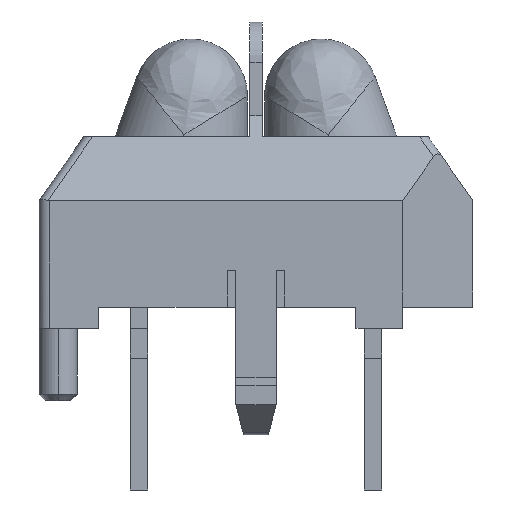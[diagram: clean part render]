
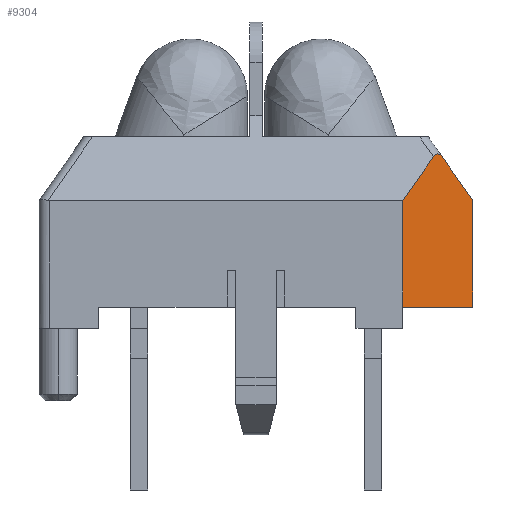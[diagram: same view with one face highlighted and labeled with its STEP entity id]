
A CAD part, front view. The second image highlights one B-rep face of the part: STEP entity #9304.
In plain terms, the highlighted planar face has unit normal (0.707, -0.707, 0).
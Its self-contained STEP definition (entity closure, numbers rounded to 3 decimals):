
#5886 = PLANE('',#5887);
#5887 = AXIS2_PLACEMENT_3D('',#5888,#5889,#5890);
#5888 = CARTESIAN_POINT('',(-3.7,2.9,0.55));
#5889 = DIRECTION('',(0.,0.,1.));
#5890 = DIRECTION('',(0.,-1.,0.));
#6046 = VERTEX_POINT('',#6047);
#6047 = CARTESIAN_POINT('',(5.1,-1.25,0.55));
#6061 = PLANE('',#6062);
#6062 = AXIS2_PLACEMENT_3D('',#6063,#6064,#6065);
#6063 = CARTESIAN_POINT('',(5.1,-1.25,4.55));
#6064 = DIRECTION('',(-1.,0.,0.));
#6065 = DIRECTION('',(0.,-1.,0.));
#6073 = EDGE_CURVE('',#6074,#6046,#6076,.T.);
#6074 = VERTEX_POINT('',#6075);
#6075 = CARTESIAN_POINT('',(3.45,-2.9,0.55));
#6076 = SURFACE_CURVE('',#6077,(#6081,#6088),.PCURVE_S1.);
#6077 = LINE('',#6078,#6079);
#6078 = CARTESIAN_POINT('',(5.1,-1.25,0.55));
#6079 = VECTOR('',#6080,1.);
#6080 = DIRECTION('',(0.707,0.707,0.)
  );
#6081 = PCURVE('',#5886,#6082);
#6082 = DEFINITIONAL_REPRESENTATION('',(#6083),#6087);
#6083 = LINE('',#6084,#6085);
#6084 = CARTESIAN_POINT('',(4.15,8.8));
#6085 = VECTOR('',#6086,1.);
#6086 = DIRECTION('',(-0.707,0.707));
#6087 = ( GEOMETRIC_REPRESENTATION_CONTEXT(2) 
PARAMETRIC_REPRESENTATION_CONTEXT() REPRESENTATION_CONTEXT('2D SPACE',''
  ) );
#6088 = PCURVE('',#6089,#6094);
#6089 = PLANE('',#6090);
#6090 = AXIS2_PLACEMENT_3D('',#6091,#6092,#6093);
#6091 = CARTESIAN_POINT('',(5.1,-1.25,4.55));
#6092 = DIRECTION('',(-0.707,0.707,0.
    ));
#6093 = DIRECTION('',(-0.707,-0.707,0.
    ));
#6094 = DEFINITIONAL_REPRESENTATION('',(#6095),#6099);
#6095 = LINE('',#6096,#6097);
#6096 = CARTESIAN_POINT('',(0.,-4.));
#6097 = VECTOR('',#6098,1.);
#6098 = DIRECTION('',(-1.,0.));
#6099 = ( GEOMETRIC_REPRESENTATION_CONTEXT(2) 
PARAMETRIC_REPRESENTATION_CONTEXT() REPRESENTATION_CONTEXT('2D SPACE',''
  ) );
#6201 = PLANE('',#6202);
#6202 = AXIS2_PLACEMENT_3D('',#6203,#6204,#6205);
#6203 = CARTESIAN_POINT('',(-5.1,-2.9,4.55));
#6204 = DIRECTION('',(0.,1.,0.));
#6205 = DIRECTION('',(-1.,0.,0.));
#7082 = PLANE('',#7083);
#7083 = AXIS2_PLACEMENT_3D('',#7084,#7085,#7086);
#7084 = CARTESIAN_POINT('',(-0.825,-1.85,4.55));
#7085 = DIRECTION('',(0.,0.819,-0.574)
  );
#7086 = DIRECTION('',(1.,0.,0.));
#9081 = VERTEX_POINT('',#9082);
#9082 = CARTESIAN_POINT('',(3.45,-2.9,3.05));
#9284 = EDGE_CURVE('',#9081,#6074,#9285,.T.);
#9285 = SURFACE_CURVE('',#9286,(#9290,#9297),.PCURVE_S1.);
#9286 = LINE('',#9287,#9288);
#9287 = CARTESIAN_POINT('',(3.45,-2.9,4.55));
#9288 = VECTOR('',#9289,1.);
#9289 = DIRECTION('',(-0.,0.,-1.));
#9290 = PCURVE('',#6201,#9291);
#9291 = DEFINITIONAL_REPRESENTATION('',(#9292),#9296);
#9292 = LINE('',#9293,#9294);
#9293 = CARTESIAN_POINT('',(-8.55,0.));
#9294 = VECTOR('',#9295,1.);
#9295 = DIRECTION('',(0.,-1.));
#9296 = ( GEOMETRIC_REPRESENTATION_CONTEXT(2) 
PARAMETRIC_REPRESENTATION_CONTEXT() REPRESENTATION_CONTEXT('2D SPACE',''
  ) );
#9297 = PCURVE('',#6089,#9298);
#9298 = DEFINITIONAL_REPRESENTATION('',(#9299),#9303);
#9299 = LINE('',#9300,#9301);
#9300 = CARTESIAN_POINT('',(2.333,0.));
#9301 = VECTOR('',#9302,1.);
#9302 = DIRECTION('',(0.,-1.));
#9303 = ( GEOMETRIC_REPRESENTATION_CONTEXT(2) 
PARAMETRIC_REPRESENTATION_CONTEXT() REPRESENTATION_CONTEXT('2D SPACE',''
  ) );
#9304 = ADVANCED_FACE('',(#9305),#6089,.F.);
#9305 = FACE_BOUND('',#9306,.T.);
#9306 = EDGE_LOOP('',(#9307,#9337,#9389,#9410,#9411,#9412));
#9307 = ORIENTED_EDGE('',*,*,#9308,.T.);
#9308 = EDGE_CURVE('',#9309,#9311,#9313,.T.);
#9309 = VERTEX_POINT('',#9310);
#9310 = CARTESIAN_POINT('',(5.1,-1.25,3.05));
#9311 = VERTEX_POINT('',#9312);
#9312 = CARTESIAN_POINT('',(4.377,-1.973,
    4.082));
#9313 = SURFACE_CURVE('',#9314,(#9318,#9325),.PCURVE_S1.);
#9314 = LINE('',#9315,#9316);
#9315 = CARTESIAN_POINT('',(4.619,-1.731,
    3.737));
#9316 = VECTOR('',#9317,1.);
#9317 = DIRECTION('',(-0.498,-0.498,0.711));
#9318 = PCURVE('',#6089,#9319);
#9319 = DEFINITIONAL_REPRESENTATION('',(#9320),#9324);
#9320 = LINE('',#9321,#9322);
#9321 = CARTESIAN_POINT('',(0.68,-0.813));
#9322 = VECTOR('',#9323,1.);
#9323 = DIRECTION('',(0.704,0.711));
#9324 = ( GEOMETRIC_REPRESENTATION_CONTEXT(2) 
PARAMETRIC_REPRESENTATION_CONTEXT() REPRESENTATION_CONTEXT('2D SPACE',''
  ) );
#9325 = PCURVE('',#9326,#9331);
#9326 = PLANE('',#9327);
#9327 = AXIS2_PLACEMENT_3D('',#9328,#9329,#9330);
#9328 = CARTESIAN_POINT('',(4.05,0.,4.55));
#9329 = DIRECTION('',(-0.819,0.,
    -0.574));
#9330 = DIRECTION('',(0.,1.,0.));
#9331 = DEFINITIONAL_REPRESENTATION('',(#9332),#9336);
#9332 = LINE('',#9333,#9334);
#9333 = CARTESIAN_POINT('',(-1.731,0.993));
#9334 = VECTOR('',#9335,1.);
#9335 = DIRECTION('',(-0.498,-0.867));
#9336 = ( GEOMETRIC_REPRESENTATION_CONTEXT(2) 
PARAMETRIC_REPRESENTATION_CONTEXT() REPRESENTATION_CONTEXT('2D SPACE',''
  ) );
#9337 = ORIENTED_EDGE('',*,*,#9338,.T.);
#9338 = EDGE_CURVE('',#9311,#9339,#9341,.T.);
#9339 = VERTEX_POINT('',#9340);
#9340 = CARTESIAN_POINT('',(4.173,-2.177,
    4.082));
#9341 = SURFACE_CURVE('',#9342,(#9347,#9355),.PCURVE_S1.);
#9342 = ( BOUNDED_CURVE() B_SPLINE_CURVE(3,(#9343,#9344,#9345,#9346),
.UNSPECIFIED.,.F.,.F.) B_SPLINE_CURVE_WITH_KNOTS((4,4),(2.524,
3.759),.PIECEWISE_BEZIER_KNOTS.) CURVE() 
GEOMETRIC_REPRESENTATION_ITEM() RATIONAL_B_SPLINE_CURVE((1.,
0.877,0.877,1.)) REPRESENTATION_ITEM('') );
#9343 = CARTESIAN_POINT('',(4.377,-1.973,
    4.082));
#9344 = CARTESIAN_POINT('',(4.314,-2.036,
    4.173));
#9345 = CARTESIAN_POINT('',(4.236,-2.114,
    4.173));
#9346 = CARTESIAN_POINT('',(4.173,-2.177,
    4.082));
#9347 = PCURVE('',#6089,#9348);
#9348 = DEFINITIONAL_REPRESENTATION('',(#9349),#9354);
#9349 = ( BOUNDED_CURVE() B_SPLINE_CURVE(3,(#9350,#9351,#9352,#9353),
.UNSPECIFIED.,.F.,.F.) B_SPLINE_CURVE_WITH_KNOTS((4,4),(2.524,
3.759),.PIECEWISE_BEZIER_KNOTS.) CURVE() 
GEOMETRIC_REPRESENTATION_ITEM() RATIONAL_B_SPLINE_CURVE((1.,
0.877,0.877,1.)) REPRESENTATION_ITEM('') );
#9350 = CARTESIAN_POINT('',(1.022,-0.468));
#9351 = CARTESIAN_POINT('',(1.112,-0.377));
#9352 = CARTESIAN_POINT('',(1.222,-0.377));
#9353 = CARTESIAN_POINT('',(1.312,-0.468));
#9354 = ( GEOMETRIC_REPRESENTATION_CONTEXT(2) 
PARAMETRIC_REPRESENTATION_CONTEXT() REPRESENTATION_CONTEXT('2D SPACE',''
  ) );
#9355 = PCURVE('',#9356,#9361);
#9356 = CYLINDRICAL_SURFACE('',#9357,0.25);
#9357 = AXIS2_PLACEMENT_3D('',#9358,#9359,#9360);
#9358 = CARTESIAN_POINT('',(3.438,-1.238,4.988)
  );
#9359 = DIRECTION('',(0.498,-0.498,-0.711));
#9360 = DIRECTION('',(0.819,0.,0.574)
  );
#9361 = DEFINITIONAL_REPRESENTATION('',(#9362),#9388);
#9362 = B_SPLINE_CURVE_WITH_KNOTS('',3,(#9363,#9364,#9365,#9366,#9367,
    #9368,#9369,#9370,#9371,#9372,#9373,#9374,#9375,#9376,#9377,#9378,
    #9379,#9380,#9381,#9382,#9383,#9384,#9385,#9386,#9387),
  .UNSPECIFIED.,.F.,.F.,(4,1,1,1,1,1,1,1,1,1,1,1,1,1,1,1,1,1,1,1,1,1,4),
  (2.524,2.58,2.636,2.692,
    2.748,2.805,2.861,2.917,
    2.973,3.029,3.085,3.142,
    3.198,3.254,3.31,3.366,
    3.422,3.479,3.535,3.591,
    3.647,3.703,3.759),.UNSPECIFIED.);
#9363 = CARTESIAN_POINT('',(0.,1.477));
#9364 = CARTESIAN_POINT('',(0.018,1.474));
#9365 = CARTESIAN_POINT('',(0.053,1.47));
#9366 = CARTESIAN_POINT('',(0.107,1.463));
#9367 = CARTESIAN_POINT('',(0.162,1.456));
#9368 = CARTESIAN_POINT('',(0.217,1.45));
#9369 = CARTESIAN_POINT('',(0.273,1.445));
#9370 = CARTESIAN_POINT('',(0.33,1.441));
#9371 = CARTESIAN_POINT('',(0.387,1.437));
#9372 = CARTESIAN_POINT('',(0.444,1.434));
#9373 = CARTESIAN_POINT('',(0.502,1.432));
#9374 = CARTESIAN_POINT('',(0.56,1.431));
#9375 = CARTESIAN_POINT('',(0.618,1.43));
#9376 = CARTESIAN_POINT('',(0.676,1.431));
#9377 = CARTESIAN_POINT('',(0.734,1.432));
#9378 = CARTESIAN_POINT('',(0.791,1.434));
#9379 = CARTESIAN_POINT('',(0.849,1.437));
#9380 = CARTESIAN_POINT('',(0.906,1.441));
#9381 = CARTESIAN_POINT('',(0.963,1.445));
#9382 = CARTESIAN_POINT('',(1.019,1.45));
#9383 = CARTESIAN_POINT('',(1.074,1.456));
#9384 = CARTESIAN_POINT('',(1.129,1.463));
#9385 = CARTESIAN_POINT('',(1.183,1.47));
#9386 = CARTESIAN_POINT('',(1.218,1.474));
#9387 = CARTESIAN_POINT('',(1.236,1.477));
#9388 = ( GEOMETRIC_REPRESENTATION_CONTEXT(2) 
PARAMETRIC_REPRESENTATION_CONTEXT() REPRESENTATION_CONTEXT('2D SPACE',''
  ) );
#9389 = ORIENTED_EDGE('',*,*,#9390,.T.);
#9390 = EDGE_CURVE('',#9339,#9081,#9391,.T.);
#9391 = SURFACE_CURVE('',#9392,(#9396,#9403),.PCURVE_S1.);
#9392 = LINE('',#9393,#9394);
#9393 = CARTESIAN_POINT('',(3.182,-3.168,
    2.667));
#9394 = VECTOR('',#9395,1.);
#9395 = DIRECTION('',(-0.498,-0.498,-0.711));
#9396 = PCURVE('',#6089,#9397);
#9397 = DEFINITIONAL_REPRESENTATION('',(#9398),#9402);
#9398 = LINE('',#9399,#9400);
#9399 = CARTESIAN_POINT('',(2.712,-1.883));
#9400 = VECTOR('',#9401,1.);
#9401 = DIRECTION('',(0.704,-0.711));
#9402 = ( GEOMETRIC_REPRESENTATION_CONTEXT(2) 
PARAMETRIC_REPRESENTATION_CONTEXT() REPRESENTATION_CONTEXT('2D SPACE',''
  ) );
#9403 = PCURVE('',#7082,#9404);
#9404 = DEFINITIONAL_REPRESENTATION('',(#9405),#9409);
#9405 = LINE('',#9406,#9407);
#9406 = CARTESIAN_POINT('',(4.007,2.298));
#9407 = VECTOR('',#9408,1.);
#9408 = DIRECTION('',(-0.498,0.867));
#9409 = ( GEOMETRIC_REPRESENTATION_CONTEXT(2) 
PARAMETRIC_REPRESENTATION_CONTEXT() REPRESENTATION_CONTEXT('2D SPACE',''
  ) );
#9410 = ORIENTED_EDGE('',*,*,#9284,.T.);
#9411 = ORIENTED_EDGE('',*,*,#6073,.T.);
#9412 = ORIENTED_EDGE('',*,*,#9413,.F.);
#9413 = EDGE_CURVE('',#9309,#6046,#9414,.T.);
#9414 = SURFACE_CURVE('',#9415,(#9419,#9426),.PCURVE_S1.);
#9415 = LINE('',#9416,#9417);
#9416 = CARTESIAN_POINT('',(5.1,-1.25,4.55));
#9417 = VECTOR('',#9418,1.);
#9418 = DIRECTION('',(-0.,0.,-1.));
#9419 = PCURVE('',#6089,#9420);
#9420 = DEFINITIONAL_REPRESENTATION('',(#9421),#9425);
#9421 = LINE('',#9422,#9423);
#9422 = CARTESIAN_POINT('',(0.,0.));
#9423 = VECTOR('',#9424,1.);
#9424 = DIRECTION('',(0.,-1.));
#9425 = ( GEOMETRIC_REPRESENTATION_CONTEXT(2) 
PARAMETRIC_REPRESENTATION_CONTEXT() REPRESENTATION_CONTEXT('2D SPACE',''
  ) );
#9426 = PCURVE('',#6061,#9427);
#9427 = DEFINITIONAL_REPRESENTATION('',(#9428),#9432);
#9428 = LINE('',#9429,#9430);
#9429 = CARTESIAN_POINT('',(0.,0.));
#9430 = VECTOR('',#9431,1.);
#9431 = DIRECTION('',(0.,-1.));
#9432 = ( GEOMETRIC_REPRESENTATION_CONTEXT(2) 
PARAMETRIC_REPRESENTATION_CONTEXT() REPRESENTATION_CONTEXT('2D SPACE',''
  ) );
